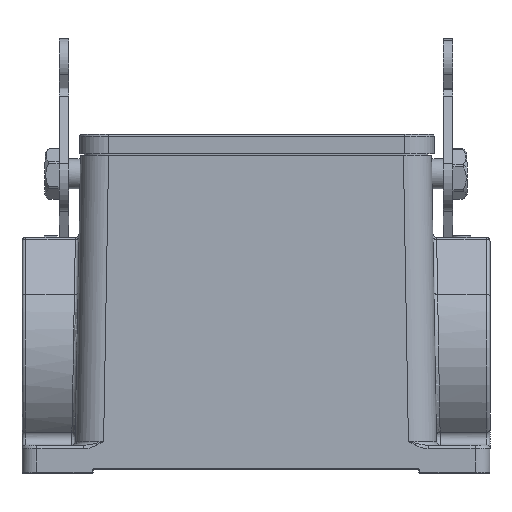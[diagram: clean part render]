
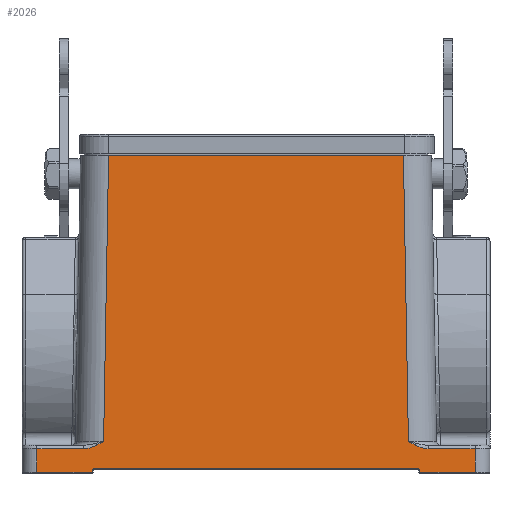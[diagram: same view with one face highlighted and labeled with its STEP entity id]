
A CAD part, front view. The second image highlights one B-rep face of the part: STEP entity #2026.
In plain terms, the highlighted planar face has unit normal (0, -1, 0.018).
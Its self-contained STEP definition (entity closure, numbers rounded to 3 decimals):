
#1386=FACE_OUTER_BOUND('',#3024,.T.);
#2026=ADVANCED_FACE('',(#1386),#2352,.T.);
#2352=PLANE('',#11620);
#3024=EDGE_LOOP('',(#6845,#6846,#6847,#6848,#6849,#6850,#6851,#6852,#6853,
#6854,#6855,#6856,#6857,#6858,#6859,#6860,#6861,#6862));
#3228=LINE('',#15105,#3896);
#3347=LINE('',#15746,#4015);
#3420=LINE('',#16462,#4088);
#3421=LINE('',#16479,#4089);
#3422=LINE('',#16496,#4090);
#3430=LINE('',#16544,#4098);
#3446=LINE('',#16824,#4114);
#3663=LINE('',#22450,#4331);
#3669=LINE('',#22557,#4337);
#3670=LINE('',#22584,#4338);
#3673=LINE('',#22621,#4341);
#3674=LINE('',#22623,#4342);
#3896=VECTOR('',#12002,1.);
#4015=VECTOR('',#12293,1.);
#4088=VECTOR('',#12576,1.);
#4089=VECTOR('',#12581,1.);
#4090=VECTOR('',#12586,1.);
#4098=VECTOR('',#12626,1.);
#4114=VECTOR('',#12734,1.);
#4331=VECTOR('',#13799,1.);
#4337=VECTOR('',#13839,1.);
#4338=VECTOR('',#13844,1.);
#4341=VECTOR('',#13855,1.);
#4342=VECTOR('',#13858,1.);
#6845=ORIENTED_EDGE('',*,*,#9951,.T.);
#6846=ORIENTED_EDGE('',*,*,#9287,.F.);
#6847=ORIENTED_EDGE('',*,*,#8835,.F.);
#6848=ORIENTED_EDGE('',*,*,#8833,.F.);
#6849=ORIENTED_EDGE('',*,*,#9985,.T.);
#6850=ORIENTED_EDGE('',*,*,#8843,.T.);
#6851=ORIENTED_EDGE('',*,*,#9233,.T.);
#6852=ORIENTED_EDGE('',*,*,#9215,.F.);
#6853=ORIENTED_EDGE('',*,*,#9213,.F.);
#6854=ORIENTED_EDGE('',*,*,#9211,.T.);
#6855=ORIENTED_EDGE('',*,*,#9209,.F.);
#6856=ORIENTED_EDGE('',*,*,#9207,.F.);
#6857=ORIENTED_EDGE('',*,*,#9032,.T.);
#6858=ORIENTED_EDGE('',*,*,#9974,.T.);
#6859=ORIENTED_EDGE('',*,*,#9978,.T.);
#6860=ORIENTED_EDGE('',*,*,#8829,.F.);
#6861=ORIENTED_EDGE('',*,*,#8824,.F.);
#6862=ORIENTED_EDGE('',*,*,#9984,.F.);
#7816=VERTEX_POINT('',#14883);
#7817=VERTEX_POINT('',#14884);
#7820=VERTEX_POINT('',#14906);
#7821=VERTEX_POINT('',#14974);
#7824=VERTEX_POINT('',#14993);
#7825=VERTEX_POINT('',#15052);
#7828=VERTEX_POINT('',#15076);
#7832=VERTEX_POINT('',#15104);
#7843=VERTEX_POINT('',#15140);
#7958=VERTEX_POINT('',#15740);
#7959=VERTEX_POINT('',#15747);
#8066=VERTEX_POINT('',#16463);
#8067=VERTEX_POINT('',#16473);
#8068=VERTEX_POINT('',#16480);
#8069=VERTEX_POINT('',#16490);
#8100=VERTEX_POINT('',#16825);
#8517=VERTEX_POINT('',#22415);
#8533=VERTEX_POINT('',#22558);
#8824=EDGE_CURVE('',#7816,#7817,#10439,.T.);
#8829=EDGE_CURVE('',#7817,#7820,#10444,.T.);
#8833=EDGE_CURVE('',#7824,#7821,#10448,.T.);
#8835=EDGE_CURVE('',#7821,#7825,#10450,.T.);
#8843=EDGE_CURVE('',#7828,#7832,#3228,.T.);
#9032=EDGE_CURVE('',#7958,#7959,#3347,.T.);
#9207=EDGE_CURVE('',#7958,#8066,#3420,.T.);
#9209=EDGE_CURVE('',#8066,#8067,#10574,.T.);
#9211=EDGE_CURVE('',#8068,#8067,#3421,.T.);
#9213=EDGE_CURVE('',#8068,#8069,#10577,.T.);
#9215=EDGE_CURVE('',#8069,#7843,#3422,.T.);
#9233=EDGE_CURVE('',#7832,#7843,#3430,.T.);
#9287=EDGE_CURVE('',#7825,#8100,#3446,.T.);
#9951=EDGE_CURVE('',#8517,#8100,#3663,.T.);
#9974=EDGE_CURVE('',#7959,#8533,#3669,.T.);
#9978=EDGE_CURVE('',#8533,#7820,#3670,.T.);
#9984=EDGE_CURVE('',#8517,#7816,#3673,.T.);
#9985=EDGE_CURVE('',#7824,#7828,#3674,.T.);
#10439=B_SPLINE_CURVE_WITH_KNOTS('',3,(#14879,#14880,#14881,#14882),
 .UNSPECIFIED.,.F.,.F.,(4,4),(0.,1.),.UNSPECIFIED.);
#10444=B_SPLINE_CURVE_WITH_KNOTS('',3,(#14917,#14918,#14919,#14920,#14921,
#14922,#14923,#14924,#14925,#14926,#14927,#14928,#14929,#14930,#14931,#14932,
#14933),.UNSPECIFIED.,.F.,.F.,(4,2,2,2,2,1,2,2,4),(0.,0.25,
0.375,0.5,0.625,0.688,
0.719,0.75,1.),.UNSPECIFIED.);
#10448=B_SPLINE_CURVE_WITH_KNOTS('',3,(#14994,#14995,#14996,#14997,#14998,
#14999,#15000,#15001,#15002,#15003,#15004,#15005,#15006,#15007),
 .UNSPECIFIED.,.F.,.F.,(4,2,2,2,2,2,4),(0.,0.125,0.188,
0.25,0.375,0.5,1.),.UNSPECIFIED.);
#10450=B_SPLINE_CURVE_WITH_KNOTS('',3,(#15053,#15054,#15055,#15056),
 .UNSPECIFIED.,.F.,.F.,(4,4),(0.,1.),.UNSPECIFIED.);
#10574=B_SPLINE_CURVE_WITH_KNOTS('',3,(#16469,#16470,#16471,#16472),
 .UNSPECIFIED.,.F.,.F.,(4,4),(0.,1.),.UNSPECIFIED.);
#10577=B_SPLINE_CURVE_WITH_KNOTS('',3,(#16486,#16487,#16488,#16489),
 .UNSPECIFIED.,.F.,.F.,(4,4),(0.,1.),.UNSPECIFIED.);
#11620=AXIS2_PLACEMENT_3D('',#22624,#13859,#13860);
#12002=DIRECTION('',(0.,-0.017,-1.));
#12293=DIRECTION('',(1.,0.,0.));
#12576=DIRECTION('',(-0.001,0.017,1.));
#12581=DIRECTION('',(1.,0.,0.));
#12586=DIRECTION('',(-0.001,-0.017,-1.));
#12626=DIRECTION('',(1.,0.,0.));
#12734=DIRECTION('',(0.017,0.017,1.));
#13799=DIRECTION('',(-1.,0.,0.));
#13839=DIRECTION('',(0.,0.017,1.));
#13844=DIRECTION('',(-1.,0.,0.));
#13855=DIRECTION('',(0.017,-0.017,-1.));
#13858=DIRECTION('',(-1.,0.,0.));
#13859=DIRECTION('',(0.,-1.,0.017));
#13860=DIRECTION('',(0.,-0.017,-1.));
#14879=CARTESIAN_POINT('',(40.708,-43.102,8.483));
#14880=CARTESIAN_POINT('',(41.319,-43.108,8.142));
#14881=CARTESIAN_POINT('',(41.932,-43.114,7.805));
#14882=CARTESIAN_POINT('',(42.569,-43.119,7.5));
#14883=CARTESIAN_POINT('',(40.708,-43.102,8.483));
#14884=CARTESIAN_POINT('',(42.569,-43.119,7.5));
#14906=CARTESIAN_POINT('',(46.144,-43.136,6.517));
#14917=CARTESIAN_POINT('',(42.569,-43.119,7.5));
#14918=CARTESIAN_POINT('',(42.752,-43.121,7.413));
#14919=CARTESIAN_POINT('',(43.036,-43.123,7.277));
#14920=CARTESIAN_POINT('',(43.596,-43.127,7.049));
#14921=CARTESIAN_POINT('',(43.763,-43.128,6.986));
#14922=CARTESIAN_POINT('',(44.056,-43.13,6.884));
#14923=CARTESIAN_POINT('',(44.137,-43.13,6.857));
#14924=CARTESIAN_POINT('',(44.432,-43.132,6.767));
#14925=CARTESIAN_POINT('',(44.582,-43.133,6.727));
#14926=CARTESIAN_POINT('',(44.81,-43.134,6.672));
#14927=CARTESIAN_POINT('',(44.925,-43.134,6.647));
#14928=CARTESIAN_POINT('',(45.04,-43.134,6.625));
#14929=CARTESIAN_POINT('',(45.118,-43.135,6.61));
#14930=CARTESIAN_POINT('',(45.128,-43.135,6.608));
#14931=CARTESIAN_POINT('',(45.741,-43.136,6.507));
#14932=CARTESIAN_POINT('',(46.065,-43.136,6.517));
#14933=CARTESIAN_POINT('',(46.144,-43.136,6.517));
#14974=CARTESIAN_POINT('',(-42.569,-43.119,7.5));
#14993=CARTESIAN_POINT('',(-46.144,-43.136,6.517));
#14994=CARTESIAN_POINT('',(-46.144,-43.136,6.517));
#14995=CARTESIAN_POINT('',(-46.087,-43.136,6.517));
#14996=CARTESIAN_POINT('',(-45.978,-43.136,6.517));
#14997=CARTESIAN_POINT('',(-45.74,-43.136,6.531));
#14998=CARTESIAN_POINT('',(-45.648,-43.136,6.539));
#14999=CARTESIAN_POINT('',(-45.44,-43.135,6.561));
#15000=CARTESIAN_POINT('',(-45.275,-43.135,6.584));
#15001=CARTESIAN_POINT('',(-45.036,-43.134,6.624));
#15002=CARTESIAN_POINT('',(-44.881,-43.134,6.656));
#15003=CARTESIAN_POINT('',(-44.577,-43.133,6.728));
#15004=CARTESIAN_POINT('',(-44.385,-43.132,6.782));
#15005=CARTESIAN_POINT('',(-43.881,-43.129,6.934));
#15006=CARTESIAN_POINT('',(-42.932,-43.122,7.327));
#15007=CARTESIAN_POINT('',(-42.569,-43.119,7.5));
#15052=CARTESIAN_POINT('',(-40.708,-43.102,8.483));
#15053=CARTESIAN_POINT('',(-42.569,-43.119,7.5));
#15054=CARTESIAN_POINT('',(-41.932,-43.114,7.805));
#15055=CARTESIAN_POINT('',(-41.319,-43.108,8.142));
#15056=CARTESIAN_POINT('',(-40.708,-43.102,8.483));
#15076=CARTESIAN_POINT('',(-58.5,-43.136,6.517));
#15104=CARTESIAN_POINT('',(-58.5,-43.245,0.304));
#15105=CARTESIAN_POINT('',(-58.5,-43.136,6.517));
#15140=CARTESIAN_POINT('',(-43.8,-43.245,0.304));
#15740=CARTESIAN_POINT('',(43.8,-43.245,0.304));
#15746=CARTESIAN_POINT('',(43.801,-43.245,0.304));
#15747=CARTESIAN_POINT('',(58.5,-43.245,0.304));
#16462=CARTESIAN_POINT('',(43.801,-43.245,0.304));
#16463=CARTESIAN_POINT('',(43.8,-43.238,0.705));
#16469=CARTESIAN_POINT('',(43.8,-43.238,0.705));
#16470=CARTESIAN_POINT('',(43.8,-43.232,1.019));
#16471=CARTESIAN_POINT('',(43.514,-43.227,1.305));
#16472=CARTESIAN_POINT('',(43.2,-43.227,1.305));
#16473=CARTESIAN_POINT('',(43.2,-43.227,1.305));
#16479=CARTESIAN_POINT('',(-43.2,-43.227,1.305));
#16480=CARTESIAN_POINT('',(-43.2,-43.227,1.305));
#16486=CARTESIAN_POINT('',(-43.2,-43.227,1.305));
#16487=CARTESIAN_POINT('',(-43.514,-43.227,1.305));
#16488=CARTESIAN_POINT('',(-43.8,-43.232,1.019));
#16489=CARTESIAN_POINT('',(-43.8,-43.238,0.705));
#16490=CARTESIAN_POINT('',(-43.8,-43.238,0.705));
#16496=CARTESIAN_POINT('',(-43.8,-43.238,0.704));
#16544=CARTESIAN_POINT('',(-58.5,-43.245,0.305));
#16824=CARTESIAN_POINT('',(-40.708,-43.102,8.483));
#16825=CARTESIAN_POINT('',(-39.374,-41.768,84.902));
#22415=CARTESIAN_POINT('',(39.374,-41.768,84.902));
#22450=CARTESIAN_POINT('',(39.374,-41.768,84.902));
#22557=CARTESIAN_POINT('',(58.5,-43.245,0.305));
#22558=CARTESIAN_POINT('',(58.5,-43.136,6.517));
#22584=CARTESIAN_POINT('',(58.5,-43.136,6.517));
#22621=CARTESIAN_POINT('',(39.374,-41.768,84.902));
#22623=CARTESIAN_POINT('',(-46.144,-43.136,6.517));
#22624=CARTESIAN_POINT('',(-65.59,-43.25,0.));
